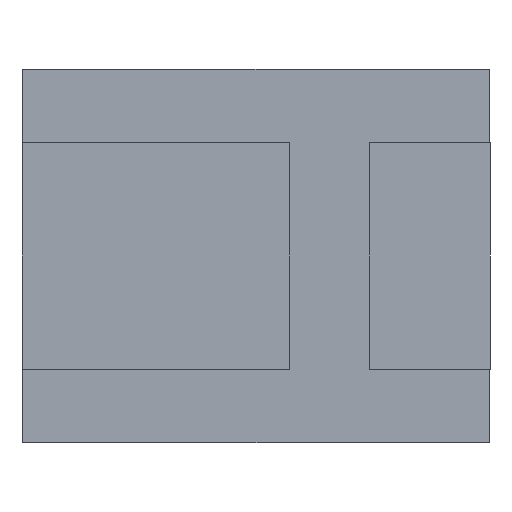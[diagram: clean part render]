
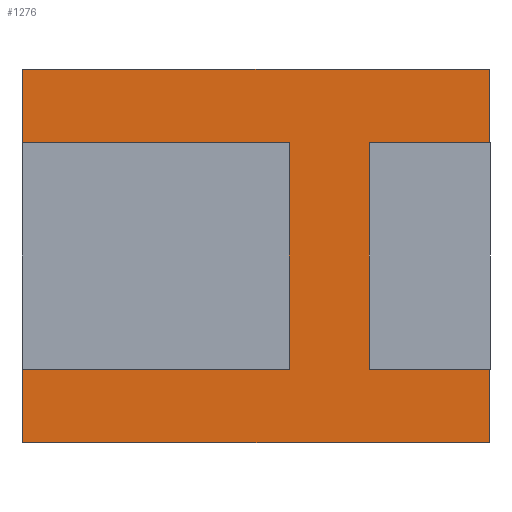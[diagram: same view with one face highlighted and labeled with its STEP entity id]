
A CAD part, front view. The second image highlights one B-rep face of the part: STEP entity #1276.
In plain terms, the highlighted planar face has unit normal (0, -1, 0).
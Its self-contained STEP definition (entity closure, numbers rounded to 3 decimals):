
#7 = ORIENTED_EDGE ( 'NONE', *, *, #1333, .F. ) ;
#49 = DIRECTION ( 'NONE',  ( 1., 0., 0. ) ) ;
#65 = DIRECTION ( 'NONE',  ( 1., 0., 0. ) ) ;
#69 = DIRECTION ( 'NONE',  ( 1., 0., 0. ) ) ;
#103 = CARTESIAN_POINT ( 'NONE',  ( -1.75, 0., 0.85 ) ) ;
#115 = CARTESIAN_POINT ( 'NONE',  ( -1.75, 0., 0.85 ) ) ;
#121 = CARTESIAN_POINT ( 'NONE',  ( 1.75, 0., 0.85 ) ) ;
#127 = CARTESIAN_POINT ( 'NONE',  ( 1.75, 0., -1.4 ) ) ;
#141 = VERTEX_POINT ( 'NONE', #546 ) ;
#151 = EDGE_LOOP ( 'NONE', ( #1130, #425, #208, #7, #522, #159, #328, #614, #1441, #1538, #273, #695 ) ) ;
#157 = PLANE ( 'NONE',  #1440 ) ;
#159 = ORIENTED_EDGE ( 'NONE', *, *, #489, .F. ) ;
#208 = ORIENTED_EDGE ( 'NONE', *, *, #977, .F. ) ;
#209 = CARTESIAN_POINT ( 'NONE',  ( 0.85, 0., -0.85 ) ) ;
#216 = CARTESIAN_POINT ( 'NONE',  ( -1.75, 0., -0.85 ) ) ;
#233 = CARTESIAN_POINT ( 'NONE',  ( -1.75, 0., -1.4 ) ) ;
#252 = CARTESIAN_POINT ( 'NONE',  ( -1.75, 0., -1.4 ) ) ;
#259 = EDGE_CURVE ( 'NONE', #1107, #141, #1151, .T. ) ;
#273 = ORIENTED_EDGE ( 'NONE', *, *, #1011, .F. ) ;
#280 = LINE ( 'NONE', #127, #1435 ) ;
#291 = VERTEX_POINT ( 'NONE', #121 ) ;
#319 = CARTESIAN_POINT ( 'NONE',  ( -1.75, 0., -0.85 ) ) ;
#328 = ORIENTED_EDGE ( 'NONE', *, *, #756, .F. ) ;
#337 = VECTOR ( 'NONE', #65, 1000. ) ;
#350 = DIRECTION ( 'NONE',  ( -1., 0., 0. ) ) ;
#388 = LINE ( 'NONE', #889, #1232 ) ;
#402 = EDGE_CURVE ( 'NONE', #1030, #1358, #405, .T. ) ;
#405 = LINE ( 'NONE', #1339, #1119 ) ;
#425 = ORIENTED_EDGE ( 'NONE', *, *, #1321, .F. ) ;
#430 = LINE ( 'NONE', #1381, #1294 ) ;
#441 = VECTOR ( 'NONE', #1444, 1000. ) ;
#489 = EDGE_CURVE ( 'NONE', #855, #1030, #550, .T. ) ;
#522 = ORIENTED_EDGE ( 'NONE', *, *, #402, .F. ) ;
#538 = LINE ( 'NONE', #1012, #1163 ) ;
#546 = CARTESIAN_POINT ( 'NONE',  ( 0.25, 0., 0.85 ) ) ;
#550 = LINE ( 'NONE', #209, #607 ) ;
#555 = CARTESIAN_POINT ( 'NONE',  ( 0.85, 0., 0.85 ) ) ;
#563 = DIRECTION ( 'NONE',  ( 0., 1., 0. ) ) ;
#565 = VERTEX_POINT ( 'NONE', #555 ) ;
#595 = CARTESIAN_POINT ( 'NONE',  ( -1.75, 0., -1.4 ) ) ;
#606 = VECTOR ( 'NONE', #350, 1000. ) ;
#607 = VECTOR ( 'NONE', #69, 1000. ) ;
#614 = ORIENTED_EDGE ( 'NONE', *, *, #1095, .F. ) ;
#638 = VERTEX_POINT ( 'NONE', #216 ) ;
#681 = CARTESIAN_POINT ( 'NONE',  ( 0.25, 0., 0.85 ) ) ;
#693 = DIRECTION ( 'NONE',  ( -1., 0., 0. ) ) ;
#695 = ORIENTED_EDGE ( 'NONE', *, *, #1049, .F. ) ;
#756 = EDGE_CURVE ( 'NONE', #565, #855, #430, .T. ) ;
#763 = VERTEX_POINT ( 'NONE', #1272 ) ;
#789 = EDGE_CURVE ( 'NONE', #1052, #763, #1404, .T. ) ;
#791 = DIRECTION ( 'NONE',  ( 0., 0., -1. ) ) ;
#802 = CARTESIAN_POINT ( 'NONE',  ( 0., 0., 0. ) ) ;
#803 = CARTESIAN_POINT ( 'NONE',  ( -1.75, 0., 1.4 ) ) ;
#817 = DIRECTION ( 'NONE',  ( 0., 0., 1. ) ) ;
#843 = CARTESIAN_POINT ( 'NONE',  ( -1.75, 0., 1.4 ) ) ;
#855 = VERTEX_POINT ( 'NONE', #1285 ) ;
#867 = LINE ( 'NONE', #233, #1387 ) ;
#889 = CARTESIAN_POINT ( 'NONE',  ( 0.85, 0., 0.85 ) ) ;
#893 = VECTOR ( 'NONE', #49, 1000. ) ;
#894 = FACE_OUTER_BOUND ( 'NONE', #151, .T. ) ;
#977 = EDGE_CURVE ( 'NONE', #1231, #638, #867, .T. ) ;
#1005 = VERTEX_POINT ( 'NONE', #115 ) ;
#1011 = EDGE_CURVE ( 'NONE', #1005, #1052, #1202, .T. ) ;
#1012 = CARTESIAN_POINT ( 'NONE',  ( -1.75, 0., -1.4 ) ) ;
#1021 = CARTESIAN_POINT ( 'NONE',  ( 1.75, 0., -1.4 ) ) ;
#1030 = VERTEX_POINT ( 'NONE', #1189 ) ;
#1049 = EDGE_CURVE ( 'NONE', #141, #1005, #1424, .T. ) ;
#1052 = VERTEX_POINT ( 'NONE', #843 ) ;
#1095 = EDGE_CURVE ( 'NONE', #291, #565, #388, .T. ) ;
#1107 = VERTEX_POINT ( 'NONE', #1240 ) ;
#1119 = VECTOR ( 'NONE', #1132, 1000. ) ;
#1126 = DIRECTION ( 'NONE',  ( -1., 0., 0. ) ) ;
#1130 = ORIENTED_EDGE ( 'NONE', *, *, #259, .F. ) ;
#1132 = DIRECTION ( 'NONE',  ( 0., 0., -1. ) ) ;
#1151 = LINE ( 'NONE', #681, #1495 ) ;
#1163 = VECTOR ( 'NONE', #693, 1000. ) ;
#1173 = EDGE_CURVE ( 'NONE', #763, #291, #280, .T. ) ;
#1189 = CARTESIAN_POINT ( 'NONE',  ( 1.75, 0., -0.85 ) ) ;
#1202 = LINE ( 'NONE', #595, #441 ) ;
#1231 = VERTEX_POINT ( 'NONE', #252 ) ;
#1232 = VECTOR ( 'NONE', #1126, 1000. ) ;
#1240 = CARTESIAN_POINT ( 'NONE',  ( 0.25, 0., -0.85 ) ) ;
#1272 = CARTESIAN_POINT ( 'NONE',  ( 1.75, 0., 1.4 ) ) ;
#1276 = ADVANCED_FACE ( 'NONE', ( #894 ), #157, .F. ) ;
#1285 = CARTESIAN_POINT ( 'NONE',  ( 0.85, 0., -0.85 ) ) ;
#1294 = VECTOR ( 'NONE', #791, 1000. ) ;
#1321 = EDGE_CURVE ( 'NONE', #638, #1107, #1365, .T. ) ;
#1324 = DIRECTION ( 'NONE',  ( 0., 0., -1. ) ) ;
#1333 = EDGE_CURVE ( 'NONE', #1358, #1231, #538, .T. ) ;
#1339 = CARTESIAN_POINT ( 'NONE',  ( 1.75, 0., -1.4 ) ) ;
#1358 = VERTEX_POINT ( 'NONE', #1021 ) ;
#1365 = LINE ( 'NONE', #319, #337 ) ;
#1381 = CARTESIAN_POINT ( 'NONE',  ( 0.85, 0., 0.85 ) ) ;
#1387 = VECTOR ( 'NONE', #1557, 1000. ) ;
#1404 = LINE ( 'NONE', #803, #893 ) ;
#1424 = LINE ( 'NONE', #103, #606 ) ;
#1435 = VECTOR ( 'NONE', #1324, 1000. ) ;
#1440 = AXIS2_PLACEMENT_3D ( 'NONE', #802, #563, #1516 ) ;
#1441 = ORIENTED_EDGE ( 'NONE', *, *, #1173, .F. ) ;
#1444 = DIRECTION ( 'NONE',  ( 0., 0., 1. ) ) ;
#1495 = VECTOR ( 'NONE', #817, 1000. ) ;
#1516 = DIRECTION ( 'NONE',  ( 0., 0., 1. ) ) ;
#1538 = ORIENTED_EDGE ( 'NONE', *, *, #789, .F. ) ;
#1557 = DIRECTION ( 'NONE',  ( 0., 0., 1. ) ) ;
